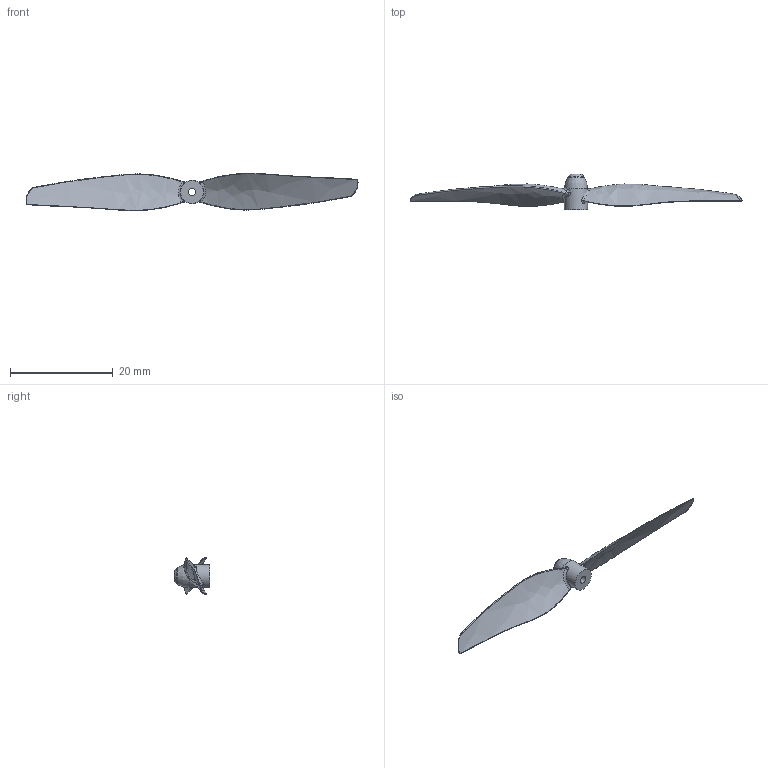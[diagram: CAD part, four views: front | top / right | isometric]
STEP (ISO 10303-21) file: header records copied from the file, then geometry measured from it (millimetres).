
FILE_DESCRIPTION(/* description */ (''),/* implementation_level */ '2;1');
FILE_NAME(/* name */ '65mm Press-Fit Prop.step',/* time_stamp */ '2019-08-16T19:45:39-05:00',/* author */ (''),/* organization */ (''),/* preprocessor_version */ 'ST-DEVELOPER v18',/* originating_system */ 'Autodesk Translation Framework v8.6.0.1094',/* authorisation */ '');
FILE_SCHEMA (('AUTOMOTIVE_DESIGN { 1 0 10303 214 3 1 1 }'));
Length unit declared in the file: millimetre
Products named in the file (1): FusionComponent
Bounding box: 64.65 x 6.95 x 7.27 mm (x, y, z)
Volume: 308.7 mm3; surface area: 924.3 mm2
Topology: 1 solids, 1 shells, 39 faces, 127 edges, 85 vertices
Faces by surface type: bspline 34, cylinder 2, torus 1, cone 1, plane 1
Full cylindrical faces by diameter (mm): 1.5 x1, 4.5 x1
Entity records: 3663 total; most frequent: CARTESIAN_POINT 2751, ORIENTED_EDGE 246, EDGE_CURVE 123, DIRECTION 89, VERTEX_POINT 85, B_SPLINE_CURVE_WITH_KNOTS 83, AXIS2_PLACEMENT_3D 43, EDGE_LOOP 40
